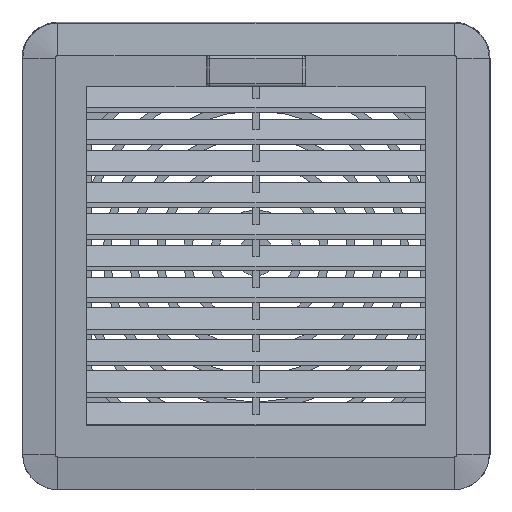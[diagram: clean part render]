
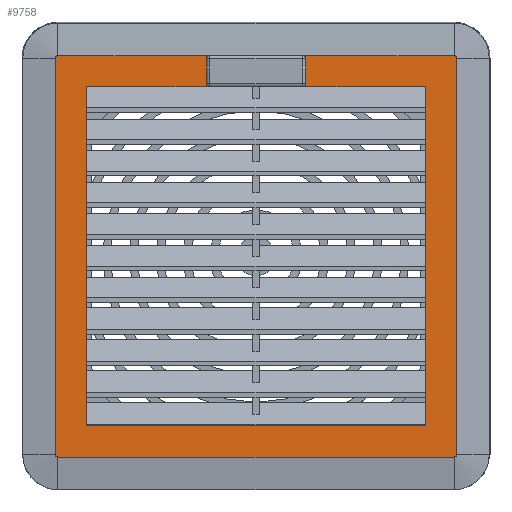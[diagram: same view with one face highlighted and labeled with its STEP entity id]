
A CAD part, top view. The second image highlights one B-rep face of the part: STEP entity #9758.
In plain terms, the highlighted face is planar.
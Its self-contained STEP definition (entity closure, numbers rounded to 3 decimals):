
#562=PLANE('',#10589);
#1051=FACE_OUTER_BOUND('',#1657,.T.);
#1657=EDGE_LOOP('',(#8907,#8908,#8909,#8910,#8911,#8912,#8913,#8914,#8915,
#8916,#8917,#8918,#8919,#8920,#8921,#8922,#8923,#8924,#8925,#8926));
#2194=LINE('',#14820,#3255);
#2576=LINE('',#15620,#3637);
#2584=LINE('',#15644,#3645);
#2656=LINE('',#15794,#3717);
#2663=LINE('',#15809,#3724);
#2667=LINE('',#15816,#3728);
#2673=LINE('',#15832,#3734);
#2679=LINE('',#15852,#3740);
#2680=LINE('',#15853,#3741);
#2682=LINE('',#15858,#3743);
#2683=LINE('',#15859,#3744);
#2695=LINE('',#15890,#3756);
#3255=VECTOR('',#12177,10.);
#3637=VECTOR('',#12803,10.);
#3645=VECTOR('',#12827,10.);
#3717=VECTOR('',#13001,10.);
#3724=VECTOR('',#13016,10.);
#3728=VECTOR('',#13022,10.);
#3734=VECTOR('',#13042,10.);
#3740=VECTOR('',#13068,10.);
#3741=VECTOR('',#13069,10.);
#3743=VECTOR('',#13073,10.);
#3744=VECTOR('',#13074,10.);
#3756=VECTOR('',#13114,10.);
#4082=CIRCLE('',#10491,1.);
#4084=CIRCLE('',#10495,1.);
#4086=CIRCLE('',#10499,1.);
#4088=CIRCLE('',#10503,1.);
#4090=CIRCLE('',#10549,0.838);
#4092=CIRCLE('',#10561,0.838);
#4094=CIRCLE('',#10566,0.838);
#4099=CIRCLE('',#10583,0.838);
#4596=VERTEX_POINT('',#14817);
#4597=VERTEX_POINT('',#14819);
#4877=VERTEX_POINT('',#15610);
#4878=VERTEX_POINT('',#15611);
#4881=VERTEX_POINT('',#15619);
#4883=VERTEX_POINT('',#15625);
#4885=VERTEX_POINT('',#15631);
#4887=VERTEX_POINT('',#15637);
#4889=VERTEX_POINT('',#15643);
#4891=VERTEX_POINT('',#15649);
#4912=VERTEX_POINT('',#15780);
#4915=VERTEX_POINT('',#15790);
#4916=VERTEX_POINT('',#15792);
#4920=VERTEX_POINT('',#15808);
#4922=VERTEX_POINT('',#15814);
#4924=VERTEX_POINT('',#15824);
#4925=VERTEX_POINT('',#15830);
#4927=VERTEX_POINT('',#15835);
#4931=VERTEX_POINT('',#15856);
#4936=VERTEX_POINT('',#15879);
#5737=EDGE_CURVE('',#4596,#4597,#2194,.T.);
#6139=EDGE_CURVE('',#4877,#4878,#4082,.T.);
#6143=EDGE_CURVE('',#4881,#4877,#2576,.T.);
#6146=EDGE_CURVE('',#4883,#4881,#4084,.T.);
#6152=EDGE_CURVE('',#4887,#4885,#4086,.T.);
#6155=EDGE_CURVE('',#4889,#4887,#2584,.T.);
#6158=EDGE_CURVE('',#4891,#4889,#4088,.T.);
#6224=EDGE_CURVE('',#4597,#4912,#4090,.T.);
#6231=EDGE_CURVE('',#4915,#4916,#2656,.T.);
#6238=EDGE_CURVE('',#4920,#4915,#2663,.T.);
#6242=EDGE_CURVE('',#4916,#4922,#2667,.T.);
#6247=EDGE_CURVE('',#4924,#4596,#4092,.T.);
#6250=EDGE_CURVE('',#4925,#4924,#2673,.T.);
#6252=EDGE_CURVE('',#4927,#4925,#4094,.T.);
#6260=EDGE_CURVE('',#4878,#4920,#2679,.T.);
#6261=EDGE_CURVE('',#4922,#4891,#2680,.T.);
#6263=EDGE_CURVE('',#4931,#4885,#2682,.T.);
#6264=EDGE_CURVE('',#4883,#4927,#2683,.T.);
#6275=EDGE_CURVE('',#4936,#4931,#4099,.T.);
#6280=EDGE_CURVE('',#4912,#4936,#2695,.T.);
#8907=ORIENTED_EDGE('',*,*,#6152,.T.);
#8908=ORIENTED_EDGE('',*,*,#6263,.F.);
#8909=ORIENTED_EDGE('',*,*,#6275,.F.);
#8910=ORIENTED_EDGE('',*,*,#6280,.F.);
#8911=ORIENTED_EDGE('',*,*,#6224,.F.);
#8912=ORIENTED_EDGE('',*,*,#5737,.F.);
#8913=ORIENTED_EDGE('',*,*,#6247,.F.);
#8914=ORIENTED_EDGE('',*,*,#6250,.F.);
#8915=ORIENTED_EDGE('',*,*,#6252,.F.);
#8916=ORIENTED_EDGE('',*,*,#6264,.F.);
#8917=ORIENTED_EDGE('',*,*,#6146,.T.);
#8918=ORIENTED_EDGE('',*,*,#6143,.T.);
#8919=ORIENTED_EDGE('',*,*,#6139,.T.);
#8920=ORIENTED_EDGE('',*,*,#6260,.T.);
#8921=ORIENTED_EDGE('',*,*,#6238,.T.);
#8922=ORIENTED_EDGE('',*,*,#6231,.T.);
#8923=ORIENTED_EDGE('',*,*,#6242,.T.);
#8924=ORIENTED_EDGE('',*,*,#6261,.T.);
#8925=ORIENTED_EDGE('',*,*,#6158,.T.);
#8926=ORIENTED_EDGE('',*,*,#6155,.T.);
#9758=ADVANCED_FACE('',(#1051),#562,.T.);
#10491=AXIS2_PLACEMENT_3D('',#15612,#12795,#12796);
#10495=AXIS2_PLACEMENT_3D('',#15626,#12808,#12809);
#10499=AXIS2_PLACEMENT_3D('',#15638,#12820,#12821);
#10503=AXIS2_PLACEMENT_3D('',#15650,#12832,#12833);
#10549=AXIS2_PLACEMENT_3D('',#15781,#12988,#12989);
#10561=AXIS2_PLACEMENT_3D('',#15826,#13033,#13034);
#10566=AXIS2_PLACEMENT_3D('',#15837,#13046,#13047);
#10583=AXIS2_PLACEMENT_3D('',#15881,#13098,#13099);
#10589=AXIS2_PLACEMENT_3D('',#15889,#13112,#13113);
#12177=DIRECTION('',(-1.,0.,0.));
#12795=DIRECTION('center_axis',(0.,-1.,0.));
#12796=DIRECTION('ref_axis',(0.,0.,1.));
#12803=DIRECTION('',(0.,0.,1.));
#12808=DIRECTION('center_axis',(0.,-1.,0.));
#12809=DIRECTION('ref_axis',(1.,0.,0.));
#12820=DIRECTION('center_axis',(0.,-1.,0.));
#12821=DIRECTION('ref_axis',(0.,0.,-1.));
#12827=DIRECTION('',(0.,0.,-1.));
#12832=DIRECTION('center_axis',(0.,-1.,0.));
#12833=DIRECTION('ref_axis',(-1.,0.,0.));
#12988=DIRECTION('center_axis',(0.,-1.,0.));
#12989=DIRECTION('ref_axis',(0.,0.,1.));
#13001=DIRECTION('',(-1.,0.,0.));
#13016=DIRECTION('',(0.,0.,1.));
#13022=DIRECTION('',(0.,0.,-1.));
#13033=DIRECTION('center_axis',(0.,-1.,0.));
#13034=DIRECTION('ref_axis',(1.,0.,0.));
#13042=DIRECTION('',(0.,0.,1.));
#13046=DIRECTION('center_axis',(0.,-1.,0.));
#13047=DIRECTION('ref_axis',(0.,0.,-1.));
#13068=DIRECTION('',(1.,0.,0.));
#13069=DIRECTION('',(1.,0.,0.));
#13073=DIRECTION('',(1.,0.,0.));
#13074=DIRECTION('',(1.,0.,0.));
#13098=DIRECTION('center_axis',(0.,-1.,0.));
#13099=DIRECTION('ref_axis',(-1.,0.,0.));
#13112=DIRECTION('center_axis',(0.,1.,0.));
#13113=DIRECTION('ref_axis',(1.,0.,0.));
#13114=DIRECTION('',(0.,0.,-1.));
#14817=CARTESIAN_POINT('',(63.5,10.5,64.338));
#14819=CARTESIAN_POINT('',(-63.5,10.5,64.338));
#14820=CARTESIAN_POINT('',(63.5,10.5,64.338));
#15610=CARTESIAN_POINT('',(16.,10.5,-55.338));
#15611=CARTESIAN_POINT('',(15.,10.5,-54.338));
#15612=CARTESIAN_POINT('Origin',(15.,10.5,-55.338));
#15619=CARTESIAN_POINT('',(16.,10.5,-63.338));
#15620=CARTESIAN_POINT('',(16.,10.5,0.081));
#15625=CARTESIAN_POINT('',(15.,10.5,-64.338));
#15626=CARTESIAN_POINT('Origin',(15.,10.5,-63.338));
#15631=CARTESIAN_POINT('',(-15.,10.5,-64.338));
#15637=CARTESIAN_POINT('',(-16.,10.5,-63.338));
#15638=CARTESIAN_POINT('Origin',(-15.,10.5,-63.338));
#15643=CARTESIAN_POINT('',(-16.,10.5,-55.338));
#15644=CARTESIAN_POINT('',(-16.,10.5,4.081));
#15649=CARTESIAN_POINT('',(-15.,10.5,-54.338));
#15650=CARTESIAN_POINT('Origin',(-15.,10.5,-55.338));
#15780=CARTESIAN_POINT('',(-64.338,10.5,63.5));
#15781=CARTESIAN_POINT('Origin',(-63.5,10.5,63.5));
#15790=CARTESIAN_POINT('',(54.338,10.5,54.338));
#15792=CARTESIAN_POINT('',(-54.338,10.5,54.338));
#15794=CARTESIAN_POINT('',(63.5,10.5,54.338));
#15808=CARTESIAN_POINT('',(54.338,10.5,-54.338));
#15809=CARTESIAN_POINT('',(54.338,10.5,-63.5));
#15814=CARTESIAN_POINT('',(-54.338,10.5,-54.338));
#15816=CARTESIAN_POINT('',(-54.338,10.5,63.5));
#15824=CARTESIAN_POINT('',(64.338,10.5,63.5));
#15826=CARTESIAN_POINT('Origin',(63.5,10.5,63.5));
#15830=CARTESIAN_POINT('',(64.338,10.5,-63.5));
#15832=CARTESIAN_POINT('',(64.338,10.5,-63.5));
#15835=CARTESIAN_POINT('',(63.5,10.5,-64.338));
#15837=CARTESIAN_POINT('Origin',(63.5,10.5,-63.5));
#15852=CARTESIAN_POINT('',(-63.5,10.5,-54.338));
#15853=CARTESIAN_POINT('',(-63.5,10.5,-54.338));
#15856=CARTESIAN_POINT('',(-63.5,10.5,-64.338));
#15858=CARTESIAN_POINT('',(-63.5,10.5,-64.338));
#15859=CARTESIAN_POINT('',(-63.5,10.5,-64.338));
#15879=CARTESIAN_POINT('',(-64.338,10.5,-63.5));
#15881=CARTESIAN_POINT('Origin',(-63.5,10.5,-63.5));
#15889=CARTESIAN_POINT('Origin',(-64.338,10.5,63.5));
#15890=CARTESIAN_POINT('',(-64.338,10.5,63.5));
